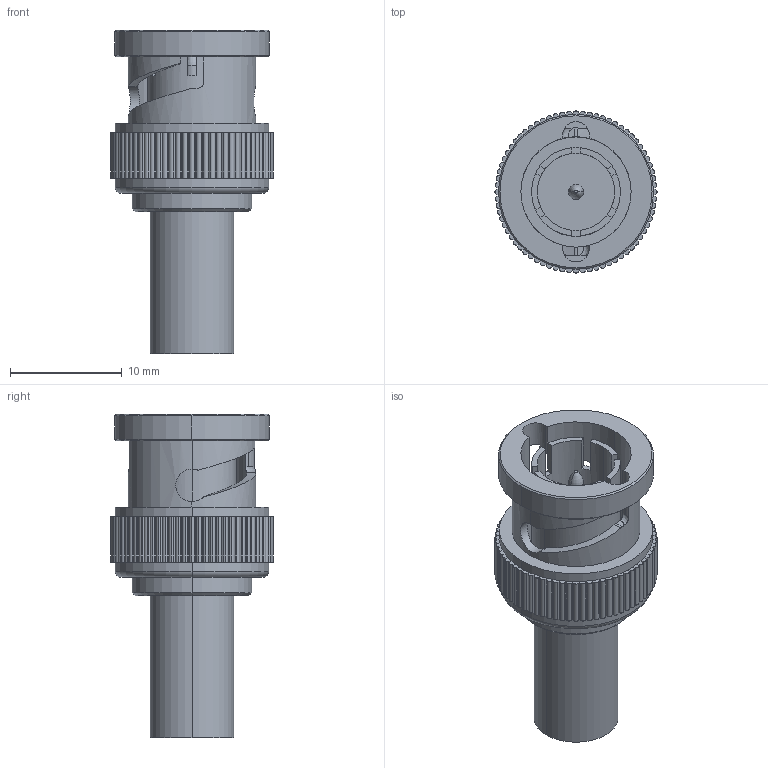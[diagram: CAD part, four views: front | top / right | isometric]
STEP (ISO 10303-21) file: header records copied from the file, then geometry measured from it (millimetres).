
FILE_DESCRIPTION (( 'STEP AP214' ), '1' );
FILE_NAME ('FMCN10-03001-204_3D.step', '2023-08-07T21:31:09', ( '' ), ( '' ), 'SwSTEP 2.0', 'SolidWorks 2022', '' );
FILE_SCHEMA (( 'AUTOMOTIVE_DESIGN' ));
Length unit declared in the file: inch
Products named in the file (4): 10-03001-204_pin; FMCN10-03001-204_3D; 10-03001-204_body_with flange; 10-03001-204_ferrul
Assembly tree (3 placements, depth 2):
  FMCN10-03001-204_3D
    10-03001-204_body_with flange
    10-03001-204_pin
    10-03001-204_ferrul
Bounding box: 14.48 x 14.48 x 28.91 mm (x, y, z)
Volume: 1538.4 mm3; surface area: 2925.7 mm2
Topology: 3 solids, 3 shells, 380 faces, 1057 edges, 695 vertices
Faces by surface type: plane 193, cylinder 161, cone 14, bspline 8, torus 4
Entity records: 12996 total; most frequent: CARTESIAN_POINT 2714, ORIENTED_EDGE 2110, DIRECTION 2099, EDGE_CURVE 1055, AXIS2_PLACEMENT_3D 720, VERTEX_POINT 695, VECTOR 659, LINE 659
